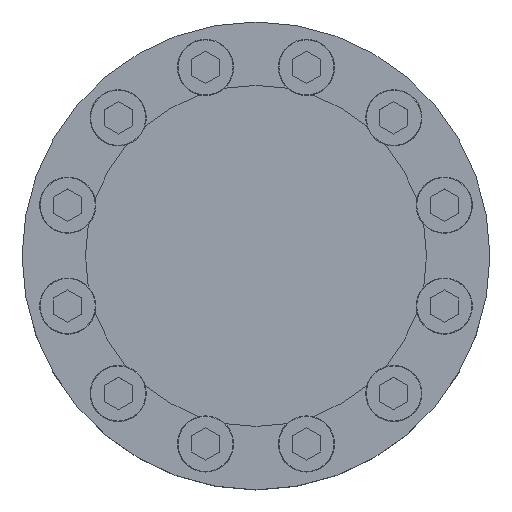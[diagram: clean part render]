
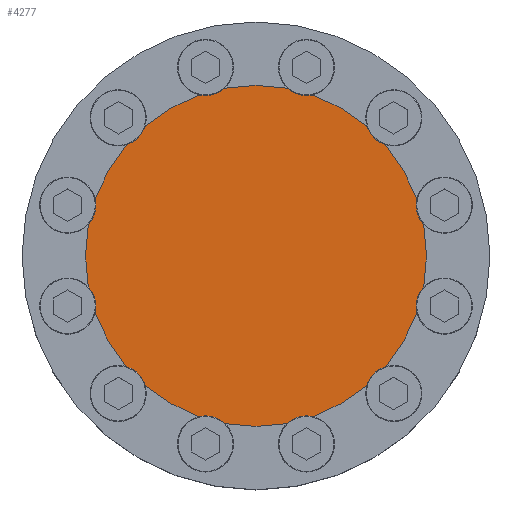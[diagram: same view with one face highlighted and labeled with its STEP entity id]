
A CAD part, top view. The second image highlights one B-rep face of the part: STEP entity #4277.
In plain terms, the highlighted planar face has unit normal (0, 0, 1).
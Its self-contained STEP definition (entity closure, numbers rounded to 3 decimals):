
#922=PLANE('',#4611);
#1242=ORIENTED_EDGE('',*,*,#2264,.F.);
#2264=EDGE_CURVE('',#2820,#2820,#3232,.T.);
#2820=VERTEX_POINT('',#6317);
#3232=CIRCLE('',#4605,164.);
#3386=EDGE_LOOP('',(#1242));
#3826=FACE_BOUND('',#3386,.T.);
#4277=ADVANCED_FACE('',(#3826),#922,.F.);
#4605=AXIS2_PLACEMENT_3D('',#6316,#5062,#5063);
#4611=AXIS2_PLACEMENT_3D('',#6469,#5146,#5147);
#5062=DIRECTION('',(0.,0.,-1.));
#5063=DIRECTION('',(-1.,0.,0.));
#5146=DIRECTION('',(0.,0.,-1.));
#5147=DIRECTION('',(-1.,0.,0.));
#6316=CARTESIAN_POINT('',(0.,0.,0.));
#6317=CARTESIAN_POINT('',(-164.,0.,0.));
#6469=CARTESIAN_POINT('',(0.,0.,0.));
